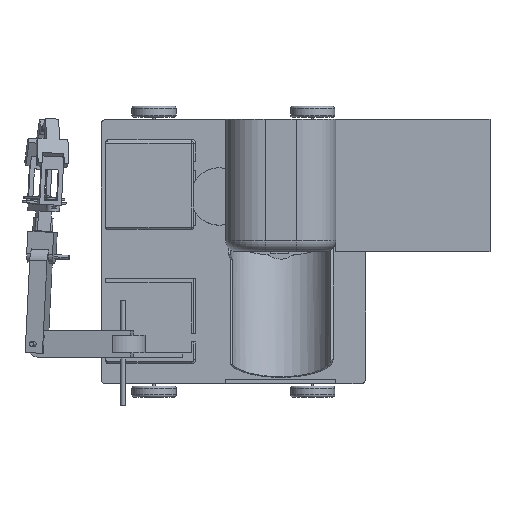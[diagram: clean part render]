
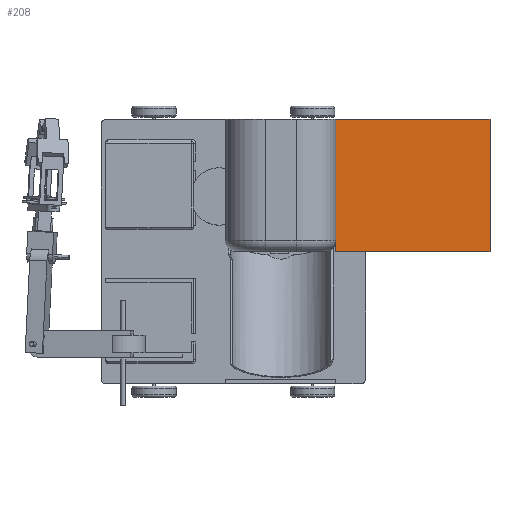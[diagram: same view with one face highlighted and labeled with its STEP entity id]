
A CAD part, top view. The second image highlights one B-rep face of the part: STEP entity #208.
In plain terms, the highlighted planar face has unit normal (0, 0, 1).
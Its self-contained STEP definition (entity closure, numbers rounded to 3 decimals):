
#161=CARTESIAN_POINT('Axis2P3D Location',(232.5,300.,135.)) ;
#166=CARTESIAN_POINT('Line Origine',(407.5,300.,135.)) ;
#170=CARTESIAN_POINT('Vertex',(232.5,300.,135.)) ;
#172=CARTESIAN_POINT('Vertex',(582.5,300.,135.)) ;
#175=CARTESIAN_POINT('Line Origine',(232.5,162.5,135.)) ;
#179=CARTESIAN_POINT('Vertex',(232.5,25.,135.)) ;
#182=CARTESIAN_POINT('Line Origine',(232.5,12.5,135.)) ;
#186=CARTESIAN_POINT('Vertex',(232.5,0.,135.)) ;
#189=CARTESIAN_POINT('Line Origine',(407.5,0.,135.)) ;
#193=CARTESIAN_POINT('Vertex',(582.5,0.,135.)) ;
#196=CARTESIAN_POINT('Line Origine',(582.5,150.,135.)) ;
#162=DIRECTION('Axis2P3D Direction',(0.,-0.,1.)) ;
#163=DIRECTION('Axis2P3D XDirection',(0.,-1.,-0.)) ;
#167=DIRECTION('Vector Direction',(1.,0.,0.)) ;
#176=DIRECTION('Vector Direction',(0.,-1.,0.)) ;
#183=DIRECTION('Vector Direction',(0.,-1.,0.)) ;
#190=DIRECTION('Vector Direction',(1.,0.,0.)) ;
#197=DIRECTION('Vector Direction',(0.,-1.,0.)) ;
#164=AXIS2_PLACEMENT_3D('Plane Axis2P3D',#161,#162,#163) ;
#202=ORIENTED_EDGE('',*,*,#174,.F.) ;
#203=ORIENTED_EDGE('',*,*,#181,.T.) ;
#204=ORIENTED_EDGE('',*,*,#188,.T.) ;
#205=ORIENTED_EDGE('',*,*,#195,.T.) ;
#206=ORIENTED_EDGE('',*,*,#200,.F.) ;
#168=VECTOR('Line Direction',#167,1.) ;
#177=VECTOR('Line Direction',#176,1.) ;
#184=VECTOR('Line Direction',#183,1.) ;
#191=VECTOR('Line Direction',#190,1.) ;
#198=VECTOR('Line Direction',#197,1.) ;
#208=ADVANCED_FACE('PartBody',(#207),#165,.T.) ;
#174=EDGE_CURVE('',#171,#173,#169,.T.) ;
#181=EDGE_CURVE('',#171,#180,#178,.T.) ;
#188=EDGE_CURVE('',#180,#187,#185,.T.) ;
#195=EDGE_CURVE('',#187,#194,#192,.T.) ;
#200=EDGE_CURVE('',#173,#194,#199,.T.) ;
#201=EDGE_LOOP('',(#202,#203,#204,#205,#206)) ;
#207=FACE_OUTER_BOUND('',#201,.T.) ;
#169=LINE('Line',#166,#168) ;
#178=LINE('Line',#175,#177) ;
#185=LINE('Line',#182,#184) ;
#192=LINE('Line',#189,#191) ;
#199=LINE('Line',#196,#198) ;
#165=PLANE('Plane',#164) ;
#171=VERTEX_POINT('',#170) ;
#173=VERTEX_POINT('',#172) ;
#180=VERTEX_POINT('',#179) ;
#187=VERTEX_POINT('',#186) ;
#194=VERTEX_POINT('',#193) ;
